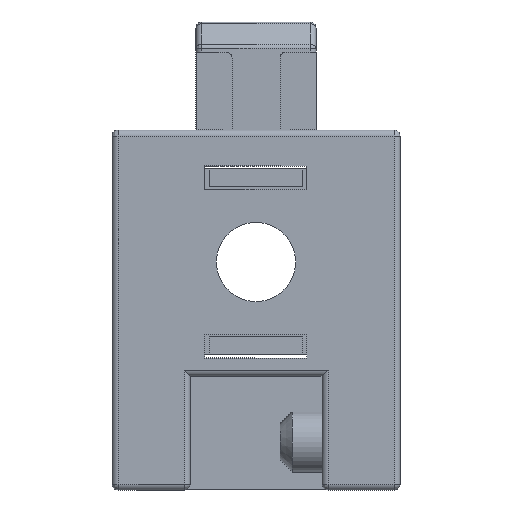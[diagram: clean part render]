
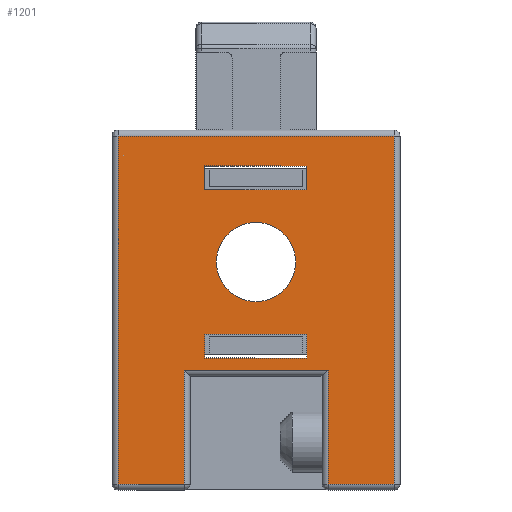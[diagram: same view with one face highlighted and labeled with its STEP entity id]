
A CAD part, front view. The second image highlights one B-rep face of the part: STEP entity #1201.
In plain terms, the highlighted planar face has unit normal (0, -1, 0).
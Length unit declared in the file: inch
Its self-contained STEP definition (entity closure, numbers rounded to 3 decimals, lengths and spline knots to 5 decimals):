
#45 = DIRECTION ( 'NONE',  ( 0., 0., 1. ) ) ;
#60 = LINE ( 'NONE', #4268, #2422 ) ;
#62 = CARTESIAN_POINT ( 'NONE',  ( -0.45276, 0., -0.74803 ) ) ;
#142 = EDGE_CURVE ( 'NONE', #3146, #3217, #2581, .T. ) ;
#178 = DIRECTION ( 'NONE',  ( -1., 0., 0. ) ) ;
#208 = EDGE_CURVE ( 'NONE', #4769, #3146, #4058, .T. ) ;
#248 = VECTOR ( 'NONE', #2385, 39.37008 ) ;
#287 = LINE ( 'NONE', #4142, #2284 ) ;
#351 = VERTEX_POINT ( 'NONE', #3853 ) ;
#361 = VERTEX_POINT ( 'NONE', #1169 ) ;
#373 = ORIENTED_EDGE ( 'NONE', *, *, #4965, .F. ) ;
#407 = DIRECTION ( 'NONE',  ( 1., 0., 0. ) ) ;
#425 = EDGE_CURVE ( 'NONE', #361, #1459, #3423, .T. ) ;
#433 = VERTEX_POINT ( 'NONE', #4215 ) ;
#448 = CARTESIAN_POINT ( 'NONE',  ( 0.16732, 0., -0.23622 ) ) ;
#465 = CARTESIAN_POINT ( 'NONE',  ( 0., 0., 0. ) ) ;
#527 = CARTESIAN_POINT ( 'NONE',  ( 0.47244, 0., 0.31496 ) ) ;
#564 = CARTESIAN_POINT ( 'NONE',  ( -0.16732, 0., 0.31496 ) ) ;
#570 = ORIENTED_EDGE ( 'NONE', *, *, #4763, .F. ) ;
#590 = VERTEX_POINT ( 'NONE', #2064 ) ;
#592 = ORIENTED_EDGE ( 'NONE', *, *, #4754, .F. ) ;
#639 = LINE ( 'NONE', #1474, #1371 ) ;
#646 = EDGE_LOOP ( 'NONE', ( #929, #3200, #5007, #759, #1163, #2874, #3630, #2875 ) ) ;
#710 = DIRECTION ( 'NONE',  ( 1., 0., 0. ) ) ;
#759 = ORIENTED_EDGE ( 'NONE', *, *, #208, .F. ) ;
#764 = DIRECTION ( 'NONE',  ( 0., 0., 1. ) ) ;
#789 = DIRECTION ( 'NONE',  ( -1., 0., 0. ) ) ;
#833 = CARTESIAN_POINT ( 'NONE',  ( 0.47244, 0., -0.74803 ) ) ;
#869 = VERTEX_POINT ( 'NONE', #2754 ) ;
#873 = CARTESIAN_POINT ( 'NONE',  ( 0.45276, 0., -0.72835 ) ) ;
#929 = ORIENTED_EDGE ( 'NONE', *, *, #4297, .F. ) ;
#939 = CARTESIAN_POINT ( 'NONE',  ( -0.45276, 0., 0.41339 ) ) ;
#963 = CIRCLE ( 'NONE', #4128, 0.12992 ) ;
#988 = CARTESIAN_POINT ( 'NONE',  ( 0.47244, 0., -0.31496 ) ) ;
#1027 = CARTESIAN_POINT ( 'NONE',  ( 0., 0., -0.12992 ) ) ;
#1048 = VECTOR ( 'NONE', #4224, 39.37008 ) ;
#1085 = VERTEX_POINT ( 'NONE', #1027 ) ;
#1100 = CARTESIAN_POINT ( 'NONE',  ( 0.45276, 0., -0.74803 ) ) ;
#1101 = CARTESIAN_POINT ( 'NONE',  ( 0., 0., 0.12992 ) ) ;
#1132 = ORIENTED_EDGE ( 'NONE', *, *, #425, .F. ) ;
#1158 = FACE_BOUND ( 'NONE', #3760, .T. ) ;
#1163 = ORIENTED_EDGE ( 'NONE', *, *, #2680, .F. ) ;
#1169 = CARTESIAN_POINT ( 'NONE',  ( -0.16732, 0., 0.23622 ) ) ;
#1180 = LINE ( 'NONE', #4680, #4286 ) ;
#1188 = CARTESIAN_POINT ( 'NONE',  ( 0.16732, 0., -0.31496 ) ) ;
#1200 = DIRECTION ( 'NONE',  ( 0., 0., 1. ) ) ;
#1201 = ADVANCED_FACE ( 'NONE', ( #3078, #1158, #2723, #3937 ), #3505, .F. ) ;
#1219 = CARTESIAN_POINT ( 'NONE',  ( 0.47244, 0., 0.41339 ) ) ;
#1295 = ORIENTED_EDGE ( 'NONE', *, *, #1911, .F. ) ;
#1320 = VECTOR ( 'NONE', #1552, 39.37008 ) ;
#1371 = VECTOR ( 'NONE', #3705, 39.37008 ) ;
#1424 = DIRECTION ( 'NONE',  ( 0., 0., -1. ) ) ;
#1452 = VECTOR ( 'NONE', #764, 39.37008 ) ;
#1459 = VERTEX_POINT ( 'NONE', #1695 ) ;
#1474 = CARTESIAN_POINT ( 'NONE',  ( 0.47244, 0., -0.23622 ) ) ;
#1552 = DIRECTION ( 'NONE',  ( 0., 0., -1. ) ) ;
#1582 = DIRECTION ( 'NONE',  ( 0., 0., 1. ) ) ;
#1593 = LINE ( 'NONE', #3074, #1452 ) ;
#1604 = DIRECTION ( 'NONE',  ( 0., -1., 0. ) ) ;
#1634 = ORIENTED_EDGE ( 'NONE', *, *, #2040, .F. ) ;
#1674 = ORIENTED_EDGE ( 'NONE', *, *, #3863, .F. ) ;
#1688 = DIRECTION ( 'NONE',  ( -1., 0., 0. ) ) ;
#1695 = CARTESIAN_POINT ( 'NONE',  ( 0.16732, 0., 0.23622 ) ) ;
#1802 = LINE ( 'NONE', #988, #3473 ) ;
#1860 = VERTEX_POINT ( 'NONE', #1188 ) ;
#1904 = VECTOR ( 'NONE', #2679, 39.37008 ) ;
#1909 = CARTESIAN_POINT ( 'NONE',  ( -0.16732, 0., -0.74803 ) ) ;
#1911 = EDGE_CURVE ( 'NONE', #3912, #1085, #3480, .T. ) ;
#1928 = AXIS2_PLACEMENT_3D ( 'NONE', #4190, #3820, #1582 ) ;
#2006 = VECTOR ( 'NONE', #1424, 39.37008 ) ;
#2018 = VERTEX_POINT ( 'NONE', #448 ) ;
#2022 = CARTESIAN_POINT ( 'NONE',  ( 0.16732, 0., 0.31496 ) ) ;
#2040 = EDGE_CURVE ( 'NONE', #1085, #3912, #963, .T. ) ;
#2064 = CARTESIAN_POINT ( 'NONE',  ( -0.16732, 0., -0.23622 ) ) ;
#2180 = ORIENTED_EDGE ( 'NONE', *, *, #2626, .F. ) ;
#2201 = DIRECTION ( 'NONE',  ( 0., 0., 1. ) ) ;
#2272 = VECTOR ( 'NONE', #407, 39.37008 ) ;
#2284 = VECTOR ( 'NONE', #4413, 39.37008 ) ;
#2302 = CARTESIAN_POINT ( 'NONE',  ( 0.47244, 0., 0.23622 ) ) ;
#2360 = DIRECTION ( 'NONE',  ( -1., 0., 0. ) ) ;
#2385 = DIRECTION ( 'NONE',  ( 1., 0., 0. ) ) ;
#2410 = CARTESIAN_POINT ( 'NONE',  ( 0.47244, 0., -0.35433 ) ) ;
#2422 = VECTOR ( 'NONE', #2360, 39.37008 ) ;
#2433 = EDGE_CURVE ( 'NONE', #351, #3299, #2698, .T. ) ;
#2528 = EDGE_CURVE ( 'NONE', #1459, #2532, #1180, .T. ) ;
#2532 = VERTEX_POINT ( 'NONE', #2022 ) ;
#2581 = LINE ( 'NONE', #3371, #4630 ) ;
#2626 = EDGE_CURVE ( 'NONE', #3920, #1860, #1802, .T. ) ;
#2679 = DIRECTION ( 'NONE',  ( 0., 0., -1. ) ) ;
#2680 = EDGE_CURVE ( 'NONE', #3316, #4769, #4963, .T. ) ;
#2698 = LINE ( 'NONE', #62, #1048 ) ;
#2722 = EDGE_CURVE ( 'NONE', #3299, #3316, #3135, .T. ) ;
#2723 = FACE_BOUND ( 'NONE', #4862, .T. ) ;
#2754 = CARTESIAN_POINT ( 'NONE',  ( -0.23622, 0., -0.35433 ) ) ;
#2765 = EDGE_CURVE ( 'NONE', #433, #351, #60, .T. ) ;
#2773 = CARTESIAN_POINT ( 'NONE',  ( 0.23622, 0., -0.72835 ) ) ;
#2844 = CARTESIAN_POINT ( 'NONE',  ( 0.45276, 0., 0.41339 ) ) ;
#2874 = ORIENTED_EDGE ( 'NONE', *, *, #2722, .F. ) ;
#2875 = ORIENTED_EDGE ( 'NONE', *, *, #2765, .F. ) ;
#3074 = CARTESIAN_POINT ( 'NONE',  ( 0.16732, 0., -0.74803 ) ) ;
#3078 = FACE_BOUND ( 'NONE', #4710, .T. ) ;
#3135 = LINE ( 'NONE', #1219, #248 ) ;
#3146 = VERTEX_POINT ( 'NONE', #2773 ) ;
#3153 = DIRECTION ( 'NONE',  ( 0., 0., 1. ) ) ;
#3200 = ORIENTED_EDGE ( 'NONE', *, *, #3594, .F. ) ;
#3217 = VERTEX_POINT ( 'NONE', #4370 ) ;
#3258 = VERTEX_POINT ( 'NONE', #564 ) ;
#3299 = VERTEX_POINT ( 'NONE', #939 ) ;
#3301 = ORIENTED_EDGE ( 'NONE', *, *, #3516, .F. ) ;
#3316 = VERTEX_POINT ( 'NONE', #2844 ) ;
#3371 = CARTESIAN_POINT ( 'NONE',  ( 0.23622, 0., -0.74803 ) ) ;
#3423 = LINE ( 'NONE', #2302, #2272 ) ;
#3439 = LINE ( 'NONE', #4995, #1904 ) ;
#3473 = VECTOR ( 'NONE', #710, 39.37008 ) ;
#3480 = CIRCLE ( 'NONE', #1928, 0.12992 ) ;
#3505 = PLANE ( 'NONE',  #4810 ) ;
#3516 = EDGE_CURVE ( 'NONE', #1860, #2018, #1593, .T. ) ;
#3546 = DIRECTION ( 'NONE',  ( 0., 1., 0. ) ) ;
#3561 = VECTOR ( 'NONE', #178, 39.37008 ) ;
#3594 = EDGE_CURVE ( 'NONE', #3217, #869, #4274, .T. ) ;
#3616 = LINE ( 'NONE', #527, #3676 ) ;
#3630 = ORIENTED_EDGE ( 'NONE', *, *, #2433, .F. ) ;
#3641 = CARTESIAN_POINT ( 'NONE',  ( 0.47244, 0., -0.72835 ) ) ;
#3676 = VECTOR ( 'NONE', #1688, 39.37008 ) ;
#3705 = DIRECTION ( 'NONE',  ( -1., 0., 0. ) ) ;
#3760 = EDGE_LOOP ( 'NONE', ( #373, #1674, #3301, #2180 ) ) ;
#3820 = DIRECTION ( 'NONE',  ( 0., -1., 0. ) ) ;
#3853 = CARTESIAN_POINT ( 'NONE',  ( -0.45276, 0., -0.72835 ) ) ;
#3863 = EDGE_CURVE ( 'NONE', #2018, #590, #639, .T. ) ;
#3912 = VERTEX_POINT ( 'NONE', #1101 ) ;
#3920 = VERTEX_POINT ( 'NONE', #4910 ) ;
#3937 = FACE_OUTER_BOUND ( 'NONE', #646, .T. ) ;
#4058 = LINE ( 'NONE', #3641, #3561 ) ;
#4063 = ORIENTED_EDGE ( 'NONE', *, *, #2528, .F. ) ;
#4128 = AXIS2_PLACEMENT_3D ( 'NONE', #465, #1604, #3153 ) ;
#4142 = CARTESIAN_POINT ( 'NONE',  ( -0.16732, 0., -0.74803 ) ) ;
#4190 = CARTESIAN_POINT ( 'NONE',  ( 0., 0., 0. ) ) ;
#4215 = CARTESIAN_POINT ( 'NONE',  ( -0.23622, 0., -0.72835 ) ) ;
#4224 = DIRECTION ( 'NONE',  ( 0., 0., 1. ) ) ;
#4226 = LINE ( 'NONE', #1909, #1320 ) ;
#4268 = CARTESIAN_POINT ( 'NONE',  ( 0.47244, 0., -0.72835 ) ) ;
#4274 = LINE ( 'NONE', #2410, #4866 ) ;
#4286 = VECTOR ( 'NONE', #1200, 39.37008 ) ;
#4297 = EDGE_CURVE ( 'NONE', #869, #433, #3439, .T. ) ;
#4370 = CARTESIAN_POINT ( 'NONE',  ( 0.23622, 0., -0.35433 ) ) ;
#4413 = DIRECTION ( 'NONE',  ( 0., 0., -1. ) ) ;
#4630 = VECTOR ( 'NONE', #2201, 39.37008 ) ;
#4680 = CARTESIAN_POINT ( 'NONE',  ( 0.16732, 0., -0.74803 ) ) ;
#4710 = EDGE_LOOP ( 'NONE', ( #1295, #1634 ) ) ;
#4754 = EDGE_CURVE ( 'NONE', #3258, #361, #4226, .T. ) ;
#4763 = EDGE_CURVE ( 'NONE', #2532, #3258, #3616, .T. ) ;
#4769 = VERTEX_POINT ( 'NONE', #873 ) ;
#4810 = AXIS2_PLACEMENT_3D ( 'NONE', #833, #3546, #45 ) ;
#4862 = EDGE_LOOP ( 'NONE', ( #570, #4063, #1132, #592 ) ) ;
#4866 = VECTOR ( 'NONE', #789, 39.37008 ) ;
#4910 = CARTESIAN_POINT ( 'NONE',  ( -0.16732, 0., -0.31496 ) ) ;
#4963 = LINE ( 'NONE', #1100, #2006 ) ;
#4965 = EDGE_CURVE ( 'NONE', #590, #3920, #287, .T. ) ;
#4995 = CARTESIAN_POINT ( 'NONE',  ( -0.23622, 0., -0.74803 ) ) ;
#5007 = ORIENTED_EDGE ( 'NONE', *, *, #142, .F. ) ;
